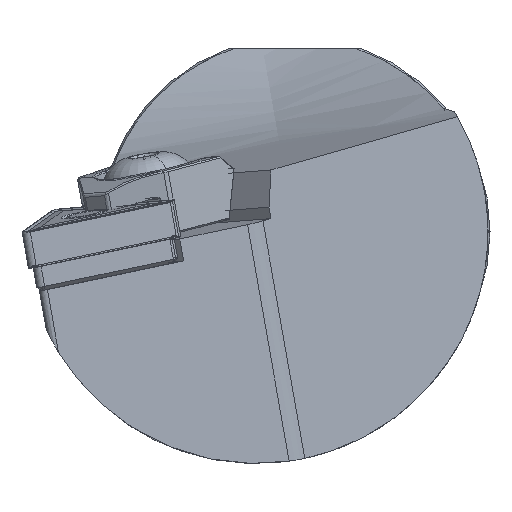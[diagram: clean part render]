
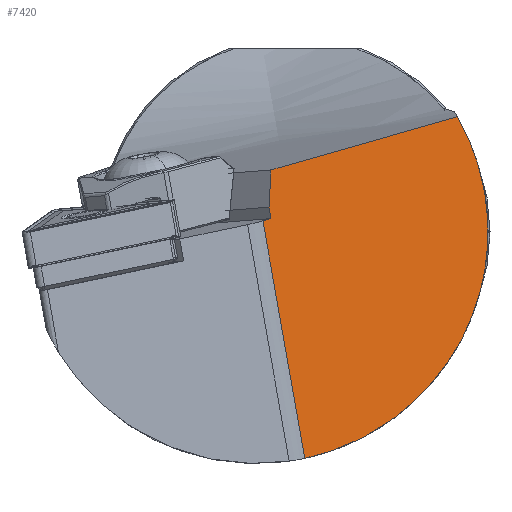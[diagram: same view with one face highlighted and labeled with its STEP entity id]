
A CAD part, left-side view. The second image highlights one B-rep face of the part: STEP entity #7420.
In plain terms, the highlighted planar face has unit normal (-0.703, -0.709, 0.05).
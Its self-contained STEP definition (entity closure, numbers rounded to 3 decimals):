
#5 = CARTESIAN_POINT ( 'NONE',  ( -254.261, 1.608, 41.252 ) ) ;
#213 = VERTEX_POINT ( 'NONE', #5 ) ;
#345 = CARTESIAN_POINT ( 'NONE',  ( -237.977, -13.789, 51.891 ) ) ;
#413 = CARTESIAN_POINT ( 'NONE',  ( -250.763, -1.361, 48.338 ) ) ;
#443 = CARTESIAN_POINT ( 'NONE',  ( -248.123, -3.927, 49.072 ) ) ;
#475 = CARTESIAN_POINT ( 'NONE',  ( -250.237, -1.872, 48.484 ) ) ;
#509 = CARTESIAN_POINT ( 'NONE',  ( -233.422, -18.216, 53.157 ) ) ;
#530 = CARTESIAN_POINT ( 'NONE',  ( -255.328, 2.644, 40.955 ) ) ;
#758 = LINE ( 'NONE', #4871, #8638 ) ;
#1089 = LINE ( 'NONE', #4387, #8753 ) ;
#1105 = CARTESIAN_POINT ( 'NONE',  ( -253.37, 1.173, 47.613 ) ) ;
#1139 = CARTESIAN_POINT ( 'NONE',  ( -237.46, -14.291, 52.035 ) ) ;
#1233 = CARTESIAN_POINT ( 'NONE',  ( -235.395, -16.299, 52.609 ) ) ;
#1270 = CARTESIAN_POINT ( 'NONE',  ( -229.234, -22.287, 54.326 ) ) ;
#1300 = CARTESIAN_POINT ( 'NONE',  ( -235.494, -16.203, 52.581 ) ) ;
#1340 = ORIENTED_EDGE ( 'NONE', *, *, #6291, .F. ) ;
#1644 = EDGE_CURVE ( 'NONE', #3669, #4784, #3055, .T. ) ;
#1699 =( BOUNDED_CURVE ( )  B_SPLINE_CURVE ( 3, ( #3971, #8584, #9324, #3190 ),
 .UNSPECIFIED., .F., .F. ) 
 B_SPLINE_CURVE_WITH_KNOTS ( ( 4, 4 ),
 ( 2.691, 4.572 ),
 .UNSPECIFIED. ) 
 CURVE ( )  GEOMETRIC_REPRESENTATION_ITEM ( )  RATIONAL_B_SPLINE_CURVE ( ( 1., 0.726, 0.726, 1. ) ) 
 REPRESENTATION_ITEM ( '' )  );
#1842 = CARTESIAN_POINT ( 'NONE',  ( -241.591, -10.276, 50.888 ) ) ;
#1874 = CARTESIAN_POINT ( 'NONE',  ( -243.596, -8.327, 50.331 ) ) ;
#1888 = ORIENTED_EDGE ( 'NONE', *, *, #2521, .F. ) ;
#1909 = CARTESIAN_POINT ( 'NONE',  ( -250.994, -1.137, 48.274 ) ) ;
#1943 = CARTESIAN_POINT ( 'NONE',  ( -247.735, -4.304, 49.18 ) ) ;
#1962 = AXIS2_PLACEMENT_3D ( 'NONE', #9819, #9056, #3085 ) ;
#2045 = CARTESIAN_POINT ( 'NONE',  ( -229.77, -21.767, 54.167 ) ) ;
#2348 = ORIENTED_EDGE ( 'NONE', *, *, #6500, .F. ) ;
#2521 = EDGE_CURVE ( 'NONE', #8643, #3669, #7956, .T. ) ;
#2725 = CARTESIAN_POINT ( 'NONE',  ( -245.649, -6.332, 49.76 ) ) ;
#2759 = CARTESIAN_POINT ( 'NONE',  ( -244.111, -7.827, 50.188 ) ) ;
#2833 = CARTESIAN_POINT ( 'NONE',  ( -230.304, -21.247, 54.027 ) ) ;
#2870 = VERTEX_POINT ( 'NONE', #3068 ) ;
#2894 = CARTESIAN_POINT ( 'NONE',  ( -231.358, -20.222, 53.733 ) ) ;
#2946 = ORIENTED_EDGE ( 'NONE', *, *, #3494, .T. ) ;
#3055 = B_SPLINE_CURVE_WITH_KNOTS ( 'NONE', 3,
 ( #4176, #1105, #7178, #3416, #5038, #3452, #3388, #1909, #3482, #6488, #7245, #413, #8768, #475, #7306, #5750, #9526, #443, #5786, #6552, #1943, #4281, #2725, #2759, #1874, #5819, #8094, #6426, #7955, #5714, #1842, #4932, #4145, #9491, #345, #1139, #7213, #8262, #4311, #8900, #1300, #5955, #8127, #1233, #6685, #509, #3688, #2894, #2833, #2045, #1270 ),
 .UNSPECIFIED., .F., .F.,
 ( 4, 2, 2, 1, 1, 1, 1, 2, 2, 2, 1, 1, 2, 2, 2, 2, 1, 1, 1, 2, 2, 2, 2, 1, 1, 1, 1, 2, 2, 2, 2, 4 ),
 ( 0., 0.062, 0.094, 0.109, 0.117, 0.121, 0.123, 0.124, 0.125, 0.187, 0.219, 0.234, 0.242, 0.25, 0.375, 0.437, 0.469, 0.484, 0.492, 0.496, 0.5, 0.625, 0.687, 0.719, 0.734, 0.742, 0.746, 0.748, 0.75, 0.875, 0.937, 1. ),
 .UNSPECIFIED. ) ;
#3068 = CARTESIAN_POINT ( 'NONE',  ( -252.078, -2.724, 10.508 ) ) ;
#3085 = DIRECTION ( 'NONE',  ( -0.071, 0., -0.997 ) ) ;
#3190 = CARTESIAN_POINT ( 'NONE',  ( -252.078, -2.724, 10.508 ) ) ;
#3388 = CARTESIAN_POINT ( 'NONE',  ( -251.239, -0.898, 48.206 ) ) ;
#3416 = CARTESIAN_POINT ( 'NONE',  ( -252.117, -0.044, 47.961 ) ) ;
#3432 = ORIENTED_EDGE ( 'NONE', *, *, #1644, .F. ) ;
#3452 = CARTESIAN_POINT ( 'NONE',  ( -251.446, -0.698, 48.148 ) ) ;
#3482 = CARTESIAN_POINT ( 'NONE',  ( -250.87, -1.257, 48.308 ) ) ;
#3494 = EDGE_CURVE ( 'NONE', #8643, #213, #6036, .T. ) ;
#3563 = CARTESIAN_POINT ( 'NONE',  ( -329.865, 34.25, -559.117 ) ) ;
#3669 = VERTEX_POINT ( 'NONE', #5235 ) ;
#3688 = CARTESIAN_POINT ( 'NONE',  ( -231.879, -19.715, 53.587 ) ) ;
#3971 = CARTESIAN_POINT ( 'NONE',  ( -229.234, -22.287, 54.326 ) ) ;
#4145 = CARTESIAN_POINT ( 'NONE',  ( -240.53, -11.307, 51.182 ) ) ;
#4176 = CARTESIAN_POINT ( 'NONE',  ( -253.819, 1.609, 47.488 ) ) ;
#4212 = DIRECTION ( 'NONE',  ( -0.105, 0.173, 0.979 ) ) ;
#4236 = VECTOR ( 'NONE', #7206, 1000. ) ;
#4281 = CARTESIAN_POINT ( 'NONE',  ( -246.667, -5.343, 49.477 ) ) ;
#4311 = CARTESIAN_POINT ( 'NONE',  ( -235.837, -15.87, 52.486 ) ) ;
#4387 = CARTESIAN_POINT ( 'NONE',  ( -255.328, 2.644, 40.955 ) ) ;
#4645 = CARTESIAN_POINT ( 'NONE',  ( -229.234, -22.287, 54.326 ) ) ;
#4784 = VERTEX_POINT ( 'NONE', #4645 ) ;
#4871 = CARTESIAN_POINT ( 'NONE',  ( -188.579, -107.634, -584.463 ) ) ;
#4932 = CARTESIAN_POINT ( 'NONE',  ( -241.557, -10.309, 50.897 ) ) ;
#5038 = CARTESIAN_POINT ( 'NONE',  ( -251.853, -0.301, 48.035 ) ) ;
#5043 = EDGE_LOOP ( 'NONE', ( #2946, #2348, #9503, #1340, #3432, #1888 ) ) ;
#5235 = CARTESIAN_POINT ( 'NONE',  ( -253.819, 1.609, 47.488 ) ) ;
#5686 = CARTESIAN_POINT ( 'NONE',  ( -254.417, 1.866, 42.716 ) ) ;
#5714 = CARTESIAN_POINT ( 'NONE',  ( -241.656, -10.213, 50.87 ) ) ;
#5750 = CARTESIAN_POINT ( 'NONE',  ( -248.958, -3.115, 48.84 ) ) ;
#5786 = CARTESIAN_POINT ( 'NONE',  ( -247.93, -4.115, 49.126 ) ) ;
#5819 = CARTESIAN_POINT ( 'NONE',  ( -242.821, -9.08, 50.546 ) ) ;
#5955 = CARTESIAN_POINT ( 'NONE',  ( -235.445, -16.25, 52.595 ) ) ;
#6036 = LINE ( 'NONE', #6323, #4236 ) ;
#6291 = EDGE_CURVE ( 'NONE', #4784, #2870, #1699, .T. ) ;
#6323 = CARTESIAN_POINT ( 'NONE',  ( -187.513, -108.671, -584.167 ) ) ;
#6426 = CARTESIAN_POINT ( 'NONE',  ( -241.98, -9.898, 50.78 ) ) ;
#6488 = CARTESIAN_POINT ( 'NONE',  ( -250.808, -1.317, 48.326 ) ) ;
#6500 = EDGE_CURVE ( 'NONE', #9845, #213, #1089, .T. ) ;
#6552 = CARTESIAN_POINT ( 'NONE',  ( -247.801, -4.24, 49.162 ) ) ;
#6685 = CARTESIAN_POINT ( 'NONE',  ( -234.422, -17.245, 52.879 ) ) ;
#7178 = CARTESIAN_POINT ( 'NONE',  ( -252.887, 0.705, 47.747 ) ) ;
#7206 = DIRECTION ( 'NONE',  ( 0.105, -0.173, -0.979 ) ) ;
#7213 = CARTESIAN_POINT ( 'NONE',  ( -236.682, -15.047, 52.251 ) ) ;
#7245 = CARTESIAN_POINT ( 'NONE',  ( -250.781, -1.343, 48.333 ) ) ;
#7306 = CARTESIAN_POINT ( 'NONE',  ( -249.727, -2.368, 48.626 ) ) ;
#7403 = PLANE ( 'NONE',  #1962 ) ;
#7420 = ADVANCED_FACE ( 'NONE', ( #9621 ), #7403, .F. ) ;
#7955 = CARTESIAN_POINT ( 'NONE',  ( -241.753, -10.119, 50.843 ) ) ;
#7956 = LINE ( 'NONE', #3563, #8679 ) ;
#8036 = DIRECTION ( 'NONE',  ( 0.124, -0.053, 0.991 ) ) ;
#8094 = CARTESIAN_POINT ( 'NONE',  ( -242.434, -9.457, 50.654 ) ) ;
#8127 = CARTESIAN_POINT ( 'NONE',  ( -235.412, -16.282, 52.604 ) ) ;
#8262 = CARTESIAN_POINT ( 'NONE',  ( -236.293, -15.426, 52.359 ) ) ;
#8584 = CARTESIAN_POINT ( 'NONE',  ( -219.544, -33.242, 35.219 ) ) ;
#8638 = VECTOR ( 'NONE', #4212, 1000. ) ;
#8643 = VERTEX_POINT ( 'NONE', #5686 ) ;
#8669 = EDGE_CURVE ( 'NONE', #2870, #9845, #758, .T. ) ;
#8679 = VECTOR ( 'NONE', #8036, 1000. ) ;
#8753 = VECTOR ( 'NONE', #8909, 1000. ) ;
#8768 = CARTESIAN_POINT ( 'NONE',  ( -250.754, -1.37, 48.341 ) ) ;
#8900 = CARTESIAN_POINT ( 'NONE',  ( -235.608, -16.092, 52.549 ) ) ;
#8909 = DIRECTION ( 'NONE',  ( 0.703, -0.684, 0.196 ) ) ;
#9056 = DIRECTION ( 'NONE',  ( 0.703, 0.709, -0.05 ) ) ;
#9324 = CARTESIAN_POINT ( 'NONE',  ( -230.029, -24.264, 15.108 ) ) ;
#9491 = CARTESIAN_POINT ( 'NONE',  ( -239.516, -12.293, 51.464 ) ) ;
#9503 = ORIENTED_EDGE ( 'NONE', *, *, #8669, .F. ) ;
#9526 = CARTESIAN_POINT ( 'NONE',  ( -248.573, -3.489, 48.947 ) ) ;
#9621 = FACE_OUTER_BOUND ( 'NONE', #5043, .T. ) ;
#9819 = CARTESIAN_POINT ( 'NONE',  ( -188.579, -107.634, -584.463 ) ) ;
#9845 = VERTEX_POINT ( 'NONE', #530 ) ;
